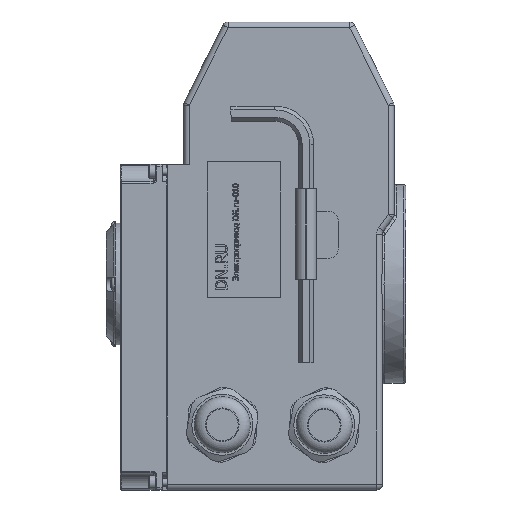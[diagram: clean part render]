
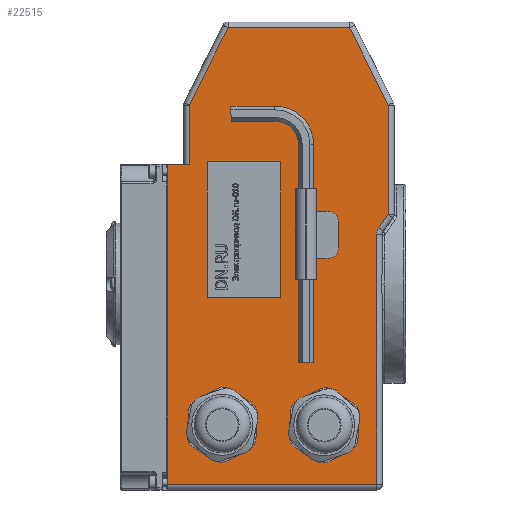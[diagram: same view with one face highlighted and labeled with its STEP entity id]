
A CAD part, left-side view. The second image highlights one B-rep face of the part: STEP entity #22515.
In plain terms, the highlighted planar face has unit normal (-1, 0, 0).
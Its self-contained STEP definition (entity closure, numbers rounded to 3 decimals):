
#1059=FACE_BOUND('',#3185,.T.);
#1200=PLANE('',#24193);
#1913=FACE_OUTER_BOUND('',#3184,.T.);
#3184=EDGE_LOOP('',(#15025,#15026,#15027,#15028,#15029,#15030,#15031,#15032,
#15033,#15034,#15035));
#3185=EDGE_LOOP('',(#15036,#15037,#15038,#15039));
#4656=LINE('',#32325,#6545);
#4686=LINE('',#32445,#6575);
#4689=LINE('',#32454,#6578);
#4690=LINE('',#32457,#6579);
#4691=LINE('',#32459,#6580);
#4692=LINE('',#32461,#6581);
#4693=LINE('',#32463,#6582);
#4694=LINE('',#32465,#6583);
#4695=LINE('',#32469,#6584);
#4696=LINE('',#32470,#6585);
#4697=LINE('',#32473,#6586);
#4698=LINE('',#32475,#6587);
#4699=LINE('',#32477,#6588);
#4700=LINE('',#32478,#6589);
#6545=VECTOR('',#26494,10.);
#6575=VECTOR('',#26616,10.);
#6578=VECTOR('',#26625,10.);
#6579=VECTOR('',#26628,10.);
#6580=VECTOR('',#26629,10.);
#6581=VECTOR('',#26630,10.);
#6582=VECTOR('',#26631,10.);
#6583=VECTOR('',#26632,10.);
#6584=VECTOR('',#26635,10.);
#6585=VECTOR('',#26636,10.);
#6586=VECTOR('',#26637,10.);
#6587=VECTOR('',#26638,10.);
#6588=VECTOR('',#26639,10.);
#6589=VECTOR('',#26640,10.);
#8416=CIRCLE('',#24194,5.);
#9298=VERTEX_POINT('',#32322);
#9299=VERTEX_POINT('',#32324);
#9343=VERTEX_POINT('',#32444);
#9346=VERTEX_POINT('',#32452);
#9347=VERTEX_POINT('',#32456);
#9348=VERTEX_POINT('',#32458);
#9349=VERTEX_POINT('',#32460);
#9350=VERTEX_POINT('',#32462);
#9351=VERTEX_POINT('',#32464);
#9352=VERTEX_POINT('',#32466);
#9353=VERTEX_POINT('',#32468);
#9354=VERTEX_POINT('',#32471);
#9355=VERTEX_POINT('',#32472);
#9356=VERTEX_POINT('',#32474);
#9357=VERTEX_POINT('',#32476);
#11507=EDGE_CURVE('',#9298,#9299,#4656,.T.);
#11565=EDGE_CURVE('',#9299,#9343,#4686,.T.);
#11570=EDGE_CURVE('',#9346,#9298,#4689,.T.);
#11571=EDGE_CURVE('',#9347,#9346,#4690,.T.);
#11572=EDGE_CURVE('',#9348,#9347,#4691,.T.);
#11573=EDGE_CURVE('',#9349,#9348,#4692,.T.);
#11574=EDGE_CURVE('',#9350,#9349,#4693,.T.);
#11575=EDGE_CURVE('',#9351,#9350,#4694,.T.);
#11576=EDGE_CURVE('',#9352,#9351,#8416,.T.);
#11577=EDGE_CURVE('',#9353,#9352,#4695,.T.);
#11578=EDGE_CURVE('',#9343,#9353,#4696,.T.);
#11579=EDGE_CURVE('',#9354,#9355,#4697,.T.);
#11580=EDGE_CURVE('',#9355,#9356,#4698,.T.);
#11581=EDGE_CURVE('',#9356,#9357,#4699,.T.);
#11582=EDGE_CURVE('',#9357,#9354,#4700,.T.);
#15025=ORIENTED_EDGE('',*,*,#11507,.F.);
#15026=ORIENTED_EDGE('',*,*,#11570,.F.);
#15027=ORIENTED_EDGE('',*,*,#11571,.F.);
#15028=ORIENTED_EDGE('',*,*,#11572,.F.);
#15029=ORIENTED_EDGE('',*,*,#11573,.F.);
#15030=ORIENTED_EDGE('',*,*,#11574,.F.);
#15031=ORIENTED_EDGE('',*,*,#11575,.F.);
#15032=ORIENTED_EDGE('',*,*,#11576,.F.);
#15033=ORIENTED_EDGE('',*,*,#11577,.F.);
#15034=ORIENTED_EDGE('',*,*,#11578,.F.);
#15035=ORIENTED_EDGE('',*,*,#11565,.F.);
#15036=ORIENTED_EDGE('',*,*,#11579,.T.);
#15037=ORIENTED_EDGE('',*,*,#11580,.T.);
#15038=ORIENTED_EDGE('',*,*,#11581,.T.);
#15039=ORIENTED_EDGE('',*,*,#11582,.T.);
#22515=ADVANCED_FACE('',(#1913,#1059),#1200,.F.);
#24193=AXIS2_PLACEMENT_3D('',#32455,#26626,#26627);
#24194=AXIS2_PLACEMENT_3D('',#32467,#26633,#26634);
#26494=DIRECTION('',(0.,-1.,0.));
#26616=DIRECTION('',(0.,-0.447,-0.894));
#26625=DIRECTION('',(0.,-0.447,0.894));
#26626=DIRECTION('center_axis',(1.,0.,0.));
#26627=DIRECTION('ref_axis',(0.,0.,-1.));
#26628=DIRECTION('',(0.,0.,1.));
#26629=DIRECTION('',(0.,-1.,0.));
#26630=DIRECTION('',(0.,0.,1.));
#26631=DIRECTION('',(0.,1.,0.));
#26632=DIRECTION('',(0.,0.,-1.));
#26633=DIRECTION('center_axis',(-1.,0.,0.));
#26634=DIRECTION('ref_axis',(0.,0.952,0.305));
#26635=DIRECTION('',(0.,0.582,-0.813));
#26636=DIRECTION('',(0.,0.,-1.));
#26637=DIRECTION('',(0.,1.,0.));
#26638=DIRECTION('',(0.,0.,1.));
#26639=DIRECTION('',(0.,-1.,0.));
#26640=DIRECTION('',(0.,0.,-1.));
#32322=CARTESIAN_POINT('',(0.,25.955,96.5));
#32324=CARTESIAN_POINT('',(0.,-25.955,96.5));
#32325=CARTESIAN_POINT('',(0.,15.,96.5));
#32444=CARTESIAN_POINT('',(0.,-42.5,63.41));
#32445=CARTESIAN_POINT('',(0.,-43.564,61.282));
#32452=CARTESIAN_POINT('',(0.,42.5,63.41));
#32454=CARTESIAN_POINT('',(0.,51.064,46.282));
#32455=CARTESIAN_POINT('Origin',(0.,0.,0.));
#32456=CARTESIAN_POINT('',(0.,42.5,38.126));
#32457=CARTESIAN_POINT('',(0.,42.5,8.));
#32458=CARTESIAN_POINT('',(0.,52.,38.126));
#32459=CARTESIAN_POINT('',(0.,45.,38.126));
#32460=CARTESIAN_POINT('',(0.,52.,-98.5));
#32461=CARTESIAN_POINT('',(0.,52.,-94.));
#32462=CARTESIAN_POINT('',(0.,-37.5,-98.5));
#32463=CARTESIAN_POINT('',(0.,-20.,-98.5));
#32464=CARTESIAN_POINT('',(0.,-37.5,8.207));
#32465=CARTESIAN_POINT('',(0.,-37.5,4.504));
#32466=CARTESIAN_POINT('',(0.,-38.433,11.115));
#32467=CARTESIAN_POINT('Origin',(0.,-42.5,8.207));
#32468=CARTESIAN_POINT('',(0.,-42.5,16.802));
#32469=CARTESIAN_POINT('',(0.,-31.567,1.515));
#32470=CARTESIAN_POINT('',(0.,-42.5,32.));
#32471=CARTESIAN_POINT('',(0.,3.522,-18.847));
#32472=CARTESIAN_POINT('',(0.,34.889,-18.847));
#32473=CARTESIAN_POINT('',(0.,17.444,-18.847));
#32474=CARTESIAN_POINT('',(0.,34.889,39.262));
#32475=CARTESIAN_POINT('',(0.,34.889,19.631));
#32476=CARTESIAN_POINT('',(0.,3.522,39.262));
#32477=CARTESIAN_POINT('',(0.,1.761,39.262));
#32478=CARTESIAN_POINT('',(0.,3.522,-9.423));
